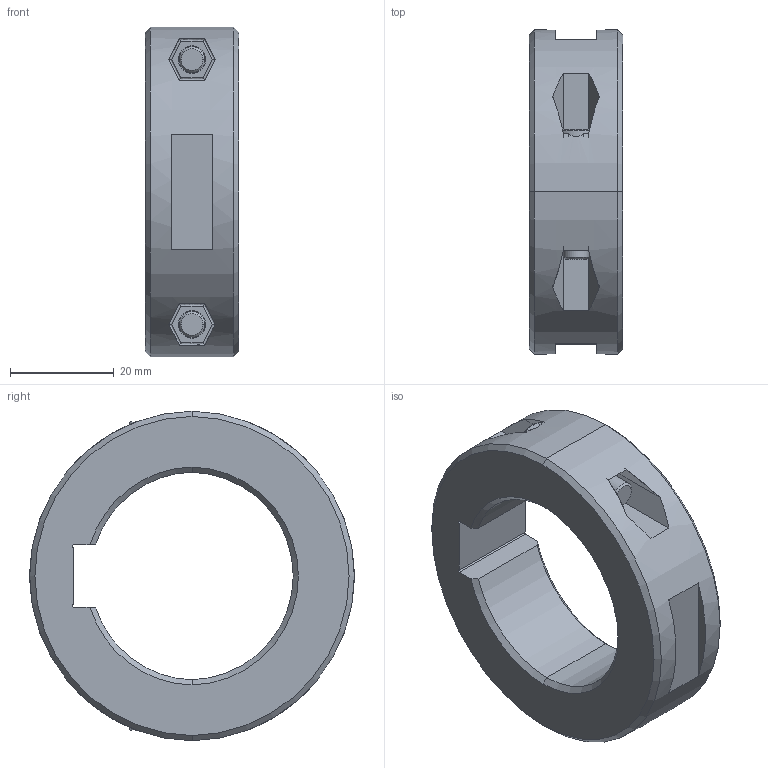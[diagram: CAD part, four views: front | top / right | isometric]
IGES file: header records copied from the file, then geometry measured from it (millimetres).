
Start section:  PTC IGES file: S0612615012.igs
Global section: file name: S0612615012.igs; native system: Pro/ENGINEER by Parametric Technology Corporation; preprocessor: 2005310; author: RCRU51; organization: Unknown; date: 090609.142251; units: millimetre
Bounding box: 18 x 62.5 x 63.49 mm (x, y, z)
Surface area: 11993.3 mm2 (no closed solid volume)
Topology: 0 solids, 0 shells, 162 faces, 832 edges, 832 vertices
Faces by surface type: revolution 83, bspline 79
